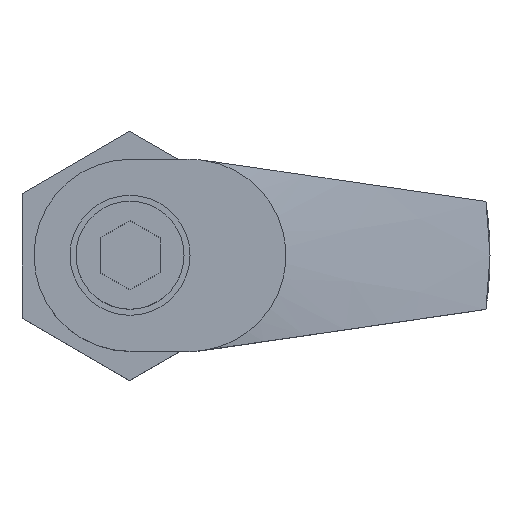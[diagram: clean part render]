
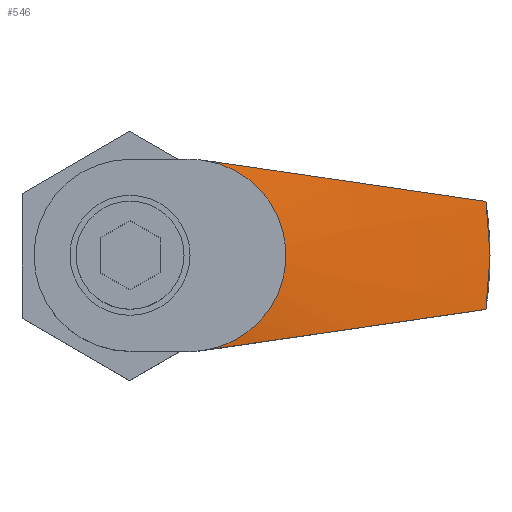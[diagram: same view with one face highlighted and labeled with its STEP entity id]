
A CAD part, top view. The second image highlights one B-rep face of the part: STEP entity #546.
In plain terms, the highlighted conical face has half-angle 79.992 degrees and reference radius 59.488 mm.
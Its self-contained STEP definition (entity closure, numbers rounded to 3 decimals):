
#18 = CARTESIAN_POINT ( 'NONE',  ( 59.321, 9., 50.976 ) ) ;
#41 = AXIS2_PLACEMENT_3D ( 'NONE', #529, #365, #1026 ) ;
#74 = CARTESIAN_POINT ( 'NONE',  ( 43.72, -11.267, 53.556 ) ) ;
#186 = EDGE_LOOP ( 'NONE', ( #2018, #197, #1234, #454, #1208 ) ) ;
#197 = ORIENTED_EDGE ( 'NONE', *, *, #397, .F. ) ;
#201 = CARTESIAN_POINT ( 'NONE',  ( 31.982, 12.973, 55.325 ) ) ;
#208 = CIRCLE ( 'NONE', #41, 16. ) ;
#237 = DIRECTION ( 'NONE',  ( -1., 0., 0. ) ) ;
#250 = CARTESIAN_POINT ( 'NONE',  ( 59.321, -9., 50.976 ) ) ;
#264 = CARTESIAN_POINT ( 'NONE',  ( 59.776, -6., 50.992 ) ) ;
#294 = VERTEX_POINT ( 'NONE', #523 ) ;
#315 = CARTESIAN_POINT ( 'NONE',  ( 12.301, -15.834, 57. ) ) ;
#346 = EDGE_CURVE ( 'NONE', #1179, #802, #208, .T. ) ;
#362 = CARTESIAN_POINT ( 'NONE',  ( 20.2, 14.686, 56.685 ) ) ;
#365 = DIRECTION ( 'NONE',  ( 0., 0., -1. ) ) ;
#385 = CARTESIAN_POINT ( 'NONE',  ( 51.523, -10.133, 52.286 ) ) ;
#397 = EDGE_CURVE ( 'NONE', #294, #802, #1988, .T. ) ;
#454 = ORIENTED_EDGE ( 'NONE', *, *, #861, .F. ) ;
#470 = EDGE_CURVE ( 'NONE', #1003, #294, #1914, .T. ) ;
#500 = CARTESIAN_POINT ( 'NONE',  ( 51.52, 10.134, 52.287 ) ) ;
#506 = AXIS2_PLACEMENT_3D ( 'NONE', #1345, #1037, #237 ) ;
#523 = CARTESIAN_POINT ( 'NONE',  ( 59.321, -9., 50.976 ) ) ;
#525 = CARTESIAN_POINT ( 'NONE',  ( 31.997, -12.971, 55.323 ) ) ;
#526 = CARTESIAN_POINT ( 'NONE',  ( 28.061, 13.543, 55.847 ) ) ;
#529 = CARTESIAN_POINT ( 'NONE',  ( 10., 0., 57. ) ) ;
#546 = ADVANCED_FACE ( 'NONE', ( #1825 ), #1483, .T. ) ;
#561 = CARTESIAN_POINT ( 'NONE',  ( 33.953, -12.687, 55.044 ) ) ;
#568 = CARTESIAN_POINT ( 'NONE',  ( 59.321, -9., 50.976 ) ) ;
#664 = CARTESIAN_POINT ( 'NONE',  ( 12.301, -15.834, 57. ) ) ;
#677 = CARTESIAN_POINT ( 'NONE',  ( 16.257, 15.259, 56.932 ) ) ;
#689 = CARTESIAN_POINT ( 'NONE',  ( 43.713, 11.268, 53.557 ) ) ;
#729 = CARTESIAN_POINT ( 'NONE',  ( 60., 0., 51. ) ) ;
#740 = CARTESIAN_POINT ( 'NONE',  ( 60., -3., 51. ) ) ;
#802 = VERTEX_POINT ( 'NONE', #315 ) ;
#812 = CARTESIAN_POINT ( 'NONE',  ( 59.776, 6., 50.992 ) ) ;
#847 = CARTESIAN_POINT ( 'NONE',  ( 59.321, 9., 50.976 ) ) ;
#861 = EDGE_CURVE ( 'NONE', #1375, #1003, #1428, .T. ) ;
#980 = CARTESIAN_POINT ( 'NONE',  ( 20.224, -14.682, 56.684 ) ) ;
#992 = CARTESIAN_POINT ( 'NONE',  ( 60., 3., 51. ) ) ;
#1003 = VERTEX_POINT ( 'NONE', #729 ) ;
#1026 = DIRECTION ( 'NONE',  ( -1., 0., 0. ) ) ;
#1037 = DIRECTION ( 'NONE',  ( 0., 0., -1. ) ) ;
#1141 = CARTESIAN_POINT ( 'NONE',  ( 22.193, -14.396, 56.506 ) ) ;
#1177 = CARTESIAN_POINT ( 'NONE',  ( 59.321, 9., 50.976 ) ) ;
#1179 = VERTEX_POINT ( 'NONE', #1591 ) ;
#1185 = CARTESIAN_POINT ( 'NONE',  ( 60., 0., 51. ) ) ;
#1208 = ORIENTED_EDGE ( 'NONE', *, *, #1410, .F. ) ;
#1234 = ORIENTED_EDGE ( 'NONE', *, *, #470, .F. ) ;
#1292 = CARTESIAN_POINT ( 'NONE',  ( 26.121, -13.825, 56.086 ) ) ;
#1305 = CARTESIAN_POINT ( 'NONE',  ( 33.939, 12.689, 55.046 ) ) ;
#1328 = CARTESIAN_POINT ( 'NONE',  ( 26.098, 13.829, 56.089 ) ) ;
#1336 = CARTESIAN_POINT ( 'NONE',  ( 22.167, 14.4, 56.509 ) ) ;
#1345 = CARTESIAN_POINT ( 'NONE',  ( 10., 0., 49.326 ) ) ;
#1346 = CARTESIAN_POINT ( 'NONE',  ( 55.423, -9.567, 51.635 ) ) ;
#1375 = VERTEX_POINT ( 'NONE', #847 ) ;
#1410 = EDGE_CURVE ( 'NONE', #1179, #1375, #1726, .T. ) ;
#1428 = B_SPLINE_CURVE_WITH_KNOTS ( 'NONE', 3,
 ( #18, #812, #992, #1630 ),
 .UNSPECIFIED., .F., .F.,
 ( 4, 4 ),
 ( 0., 0.009 ),
 .UNSPECIFIED. ) ;
#1446 = CARTESIAN_POINT ( 'NONE',  ( 28.081, -13.54, 55.844 ) ) ;
#1483 = CONICAL_SURFACE ( 'NONE', #506, 59.488, 1.396 ) ;
#1591 = CARTESIAN_POINT ( 'NONE',  ( 12.301, 15.834, 57. ) ) ;
#1625 = CARTESIAN_POINT ( 'NONE',  ( 14.282, 15.546, 57. ) ) ;
#1630 = CARTESIAN_POINT ( 'NONE',  ( 60., 0., 51. ) ) ;
#1726 = B_SPLINE_CURVE_WITH_KNOTS ( 'NONE', 3,
 ( #1958, #1625, #677, #362, #1336, #1328, #526, #201, #1305, #1785, #689, #500, #1950, #1177 ),
 .UNSPECIFIED., .F., .F.,
 ( 4, 2, 2, 2, 2, 2, 4 ),
 ( 0., 0.006, 0.012, 0.018, 0.024, 0.036, 0.048 ),
 .UNSPECIFIED. ) ;
#1755 = CARTESIAN_POINT ( 'NONE',  ( 14.292, -15.544, 57. ) ) ;
#1785 = CARTESIAN_POINT ( 'NONE',  ( 39.807, 11.836, 54.177 ) ) ;
#1825 = FACE_OUTER_BOUND ( 'NONE', #186, .T. ) ;
#1905 = CARTESIAN_POINT ( 'NONE',  ( 16.274, -15.256, 56.931 ) ) ;
#1914 = B_SPLINE_CURVE_WITH_KNOTS ( 'NONE', 3,
 ( #1185, #740, #264, #250 ),
 .UNSPECIFIED., .F., .F.,
 ( 4, 4 ),
 ( 0.009, 0.018 ),
 .UNSPECIFIED. ) ;
#1950 = CARTESIAN_POINT ( 'NONE',  ( 55.421, 9.567, 51.635 ) ) ;
#1958 = CARTESIAN_POINT ( 'NONE',  ( 12.301, 15.834, 57. ) ) ;
#1972 = CARTESIAN_POINT ( 'NONE',  ( 39.816, -11.835, 54.176 ) ) ;
#1988 = B_SPLINE_CURVE_WITH_KNOTS ( 'NONE', 3,
 ( #568, #1346, #385, #74, #1972, #561, #525, #1446, #1292, #1141, #980, #1905, #1755, #664 ),
 .UNSPECIFIED., .F., .F.,
 ( 4, 2, 2, 2, 2, 2, 4 ),
 ( 0., 0.012, 0.024, 0.03, 0.036, 0.042, 0.048 ),
 .UNSPECIFIED. ) ;
#2018 = ORIENTED_EDGE ( 'NONE', *, *, #346, .T. ) ;
